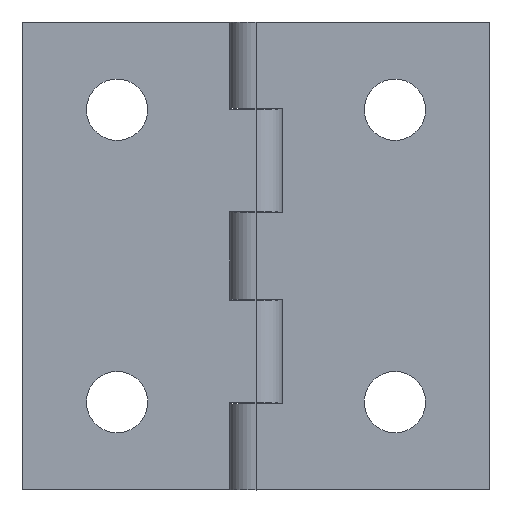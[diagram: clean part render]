
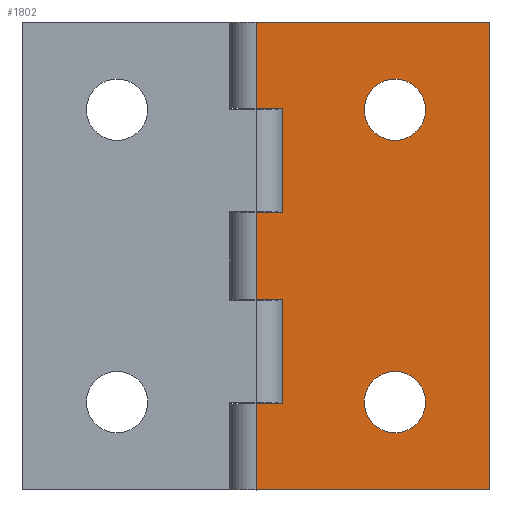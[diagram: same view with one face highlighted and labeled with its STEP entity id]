
A CAD part, top view. The second image highlights one B-rep face of the part: STEP entity #1802.
In plain terms, the highlighted planar face has unit normal (0, 0, 1).
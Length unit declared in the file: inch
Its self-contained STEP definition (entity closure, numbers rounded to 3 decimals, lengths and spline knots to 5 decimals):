
#4 = LINE ( 'NONE', #441, #1693 ) ;
#12 = CARTESIAN_POINT ( 'NONE',  ( 0.29688, 0.3125, 0.05625 ) ) ;
#15 = DIRECTION ( 'NONE',  ( -1., 0., 0. ) ) ;
#19 = EDGE_CURVE ( 'NONE', #2071, #1231, #712, .T. ) ;
#20 = DIRECTION ( 'NONE',  ( 0., 0., -1. ) ) ;
#37 = ORIENTED_EDGE ( 'NONE', *, *, #19, .T. ) ;
#42 = CARTESIAN_POINT ( 'NONE',  ( 0.05625, -0.316, 0.05625 ) ) ;
#43 = CARTESIAN_POINT ( 'NONE',  ( 0.36238, -0.3125, 0.05625 ) ) ;
#52 = ORIENTED_EDGE ( 'NONE', *, *, #163, .T. ) ;
#76 = VERTEX_POINT ( 'NONE', #43 ) ;
#84 = DIRECTION ( 'NONE',  ( 0., -1., 0. ) ) ;
#88 = VERTEX_POINT ( 'NONE', #314 ) ;
#96 = EDGE_CURVE ( 'NONE', #76, #365, #167, .T. ) ;
#99 = VECTOR ( 'NONE', #817, 39.37008 ) ;
#103 = DIRECTION ( 'NONE',  ( 0., -1., 0. ) ) ;
#108 = CARTESIAN_POINT ( 'NONE',  ( 0.5, 0.5, 0.05625 ) ) ;
#137 = LINE ( 'NONE', #2079, #1482 ) ;
#139 = VERTEX_POINT ( 'NONE', #1537 ) ;
#147 = EDGE_LOOP ( 'NONE', ( #37, #848, #1905, #1843, #52, #1540, #485, #1857, #165, #420, #1718, #936 ) ) ;
#154 = DIRECTION ( 'NONE',  ( 0., 0., -1. ) ) ;
#163 = EDGE_CURVE ( 'NONE', #924, #139, #963, .T. ) ;
#164 = CARTESIAN_POINT ( 'NONE',  ( 0.23137, -0.3125, 0.05625 ) ) ;
#165 = ORIENTED_EDGE ( 'NONE', *, *, #2105, .T. ) ;
#167 = CIRCLE ( 'NONE', #1270, 0.0655 ) ;
#185 = DIRECTION ( 'NONE',  ( -1., 0., 0. ) ) ;
#199 = LINE ( 'NONE', #260, #1494 ) ;
#260 = CARTESIAN_POINT ( 'NONE',  ( 0.5, 0.5, 0.05625 ) ) ;
#308 = EDGE_CURVE ( 'NONE', #1457, #699, #137, .T. ) ;
#314 = CARTESIAN_POINT ( 'NONE',  ( 0.05625, -0.093, 0.05625 ) ) ;
#316 = AXIS2_PLACEMENT_3D ( 'NONE', #1041, #20, #1205 ) ;
#331 = EDGE_LOOP ( 'NONE', ( #1603, #793 ) ) ;
#336 = VECTOR ( 'NONE', #527, 39.37008 ) ;
#365 = VERTEX_POINT ( 'NONE', #164 ) ;
#407 = CARTESIAN_POINT ( 'NONE',  ( 0., 0.5, 0.05625 ) ) ;
#420 = ORIENTED_EDGE ( 'NONE', *, *, #2041, .F. ) ;
#441 = CARTESIAN_POINT ( 'NONE',  ( 0.05625, 0.316, 0.05625 ) ) ;
#481 = CARTESIAN_POINT ( 'NONE',  ( -0.05625, -0.093, 0.05625 ) ) ;
#485 = ORIENTED_EDGE ( 'NONE', *, *, #1579, .F. ) ;
#519 = VERTEX_POINT ( 'NONE', #730 ) ;
#523 = DIRECTION ( 'NONE',  ( 1., 0., 0. ) ) ;
#524 = CARTESIAN_POINT ( 'NONE',  ( 0.5, -0.5, 0.05625 ) ) ;
#527 = DIRECTION ( 'NONE',  ( 0., 1., 0. ) ) ;
#541 = LINE ( 'NONE', #481, #99 ) ;
#588 = VERTEX_POINT ( 'NONE', #42 ) ;
#594 = LINE ( 'NONE', #1768, #1852 ) ;
#597 = VECTOR ( 'NONE', #1938, 39.37008 ) ;
#602 = CARTESIAN_POINT ( 'NONE',  ( 0., 0.093, 0.05625 ) ) ;
#612 = DIRECTION ( 'NONE',  ( 0., 0., -1. ) ) ;
#618 = FACE_OUTER_BOUND ( 'NONE', #147, .T. ) ;
#659 = VECTOR ( 'NONE', #2138, 39.37008 ) ;
#699 = VERTEX_POINT ( 'NONE', #1895 ) ;
#712 = LINE ( 'NONE', #789, #659 ) ;
#730 = CARTESIAN_POINT ( 'NONE',  ( 0.23137, 0.3125, 0.05625 ) ) ;
#745 = EDGE_LOOP ( 'NONE', ( #1887, #2180 ) ) ;
#762 = DIRECTION ( 'NONE',  ( -1., 0., 0. ) ) ;
#784 = LINE ( 'NONE', #2053, #336 ) ;
#789 = CARTESIAN_POINT ( 'NONE',  ( 0., 0.5, 0.05625 ) ) ;
#793 = ORIENTED_EDGE ( 'NONE', *, *, #1833, .T. ) ;
#817 = DIRECTION ( 'NONE',  ( -1., 0., 0. ) ) ;
#833 = AXIS2_PLACEMENT_3D ( 'NONE', #2042, #1027, #15 ) ;
#836 = EDGE_CURVE ( 'NONE', #924, #588, #1419, .T. ) ;
#837 = AXIS2_PLACEMENT_3D ( 'NONE', #108, #612, #1793 ) ;
#848 = ORIENTED_EDGE ( 'NONE', *, *, #1070, .F. ) ;
#883 = EDGE_CURVE ( 'NONE', #519, #1312, #1854, .T. ) ;
#924 = VERTEX_POINT ( 'NONE', #1883 ) ;
#936 = ORIENTED_EDGE ( 'NONE', *, *, #1582, .F. ) ;
#944 = CARTESIAN_POINT ( 'NONE',  ( 0., 0.5, 0.05625 ) ) ;
#948 = PLANE ( 'NONE',  #837 ) ;
#963 = LINE ( 'NONE', #1703, #1296 ) ;
#971 = VECTOR ( 'NONE', #523, 39.37008 ) ;
#1022 = CARTESIAN_POINT ( 'NONE',  ( 0.05625, -0.316, 0.05625 ) ) ;
#1027 = DIRECTION ( 'NONE',  ( 0., 0., -1. ) ) ;
#1041 = CARTESIAN_POINT ( 'NONE',  ( 0.29688, 0.3125, 0.05625 ) ) ;
#1060 = DIRECTION ( 'NONE',  ( 1., 0., 0. ) ) ;
#1070 = EDGE_CURVE ( 'NONE', #88, #1231, #541, .T. ) ;
#1162 = CARTESIAN_POINT ( 'NONE',  ( 0.29688, -0.3125, 0.05625 ) ) ;
#1194 = DIRECTION ( 'NONE',  ( 0., 0., -1. ) ) ;
#1205 = DIRECTION ( 'NONE',  ( -1., 0., 0. ) ) ;
#1231 = VERTEX_POINT ( 'NONE', #2032 ) ;
#1236 = EDGE_CURVE ( 'NONE', #365, #76, #1511, .T. ) ;
#1270 = AXIS2_PLACEMENT_3D ( 'NONE', #1162, #154, #1325 ) ;
#1290 = EDGE_CURVE ( 'NONE', #588, #88, #784, .T. ) ;
#1296 = VECTOR ( 'NONE', #2197, 39.37008 ) ;
#1312 = VERTEX_POINT ( 'NONE', #2060 ) ;
#1325 = DIRECTION ( 'NONE',  ( -1., 0., 0. ) ) ;
#1342 = VERTEX_POINT ( 'NONE', #2066 ) ;
#1419 = LINE ( 'NONE', #1022, #971 ) ;
#1432 = VERTEX_POINT ( 'NONE', #2086 ) ;
#1457 = VERTEX_POINT ( 'NONE', #407 ) ;
#1466 = CIRCLE ( 'NONE', #1518, 0.0655 ) ;
#1471 = VERTEX_POINT ( 'NONE', #1763 ) ;
#1482 = VECTOR ( 'NONE', #1060, 39.37008 ) ;
#1494 = VECTOR ( 'NONE', #84, 39.37008 ) ;
#1510 = FACE_BOUND ( 'NONE', #331, .T. ) ;
#1511 = CIRCLE ( 'NONE', #833, 0.0655 ) ;
#1518 = AXIS2_PLACEMENT_3D ( 'NONE', #12, #1194, #185 ) ;
#1537 = CARTESIAN_POINT ( 'NONE',  ( 0., -0.5, 0.05625 ) ) ;
#1540 = ORIENTED_EDGE ( 'NONE', *, *, #1867, .T. ) ;
#1579 = EDGE_CURVE ( 'NONE', #699, #1432, #199, .T. ) ;
#1582 = EDGE_CURVE ( 'NONE', #2071, #2099, #1943, .T. ) ;
#1603 = ORIENTED_EDGE ( 'NONE', *, *, #883, .T. ) ;
#1642 = VECTOR ( 'NONE', #103, 39.37008 ) ;
#1693 = VECTOR ( 'NONE', #1785, 39.37008 ) ;
#1703 = CARTESIAN_POINT ( 'NONE',  ( 0., 0.5, 0.05625 ) ) ;
#1718 = ORIENTED_EDGE ( 'NONE', *, *, #2111, .F. ) ;
#1753 = VECTOR ( 'NONE', #2045, 39.37008 ) ;
#1763 = CARTESIAN_POINT ( 'NONE',  ( 0., 0.316, 0.05625 ) ) ;
#1767 = CARTESIAN_POINT ( 'NONE',  ( 0.05625, 0.093, 0.05625 ) ) ;
#1768 = CARTESIAN_POINT ( 'NONE',  ( -0.05625, 0.316, 0.05625 ) ) ;
#1778 = CARTESIAN_POINT ( 'NONE',  ( 0.05625, 0.093, 0.05625 ) ) ;
#1785 = DIRECTION ( 'NONE',  ( 0., 1., 0. ) ) ;
#1793 = DIRECTION ( 'NONE',  ( -1., 0., 0. ) ) ;
#1802 = ADVANCED_FACE ( 'NONE', ( #1968, #1510, #618 ), #948, .F. ) ;
#1803 = LINE ( 'NONE', #524, #1753 ) ;
#1833 = EDGE_CURVE ( 'NONE', #1312, #519, #1466, .T. ) ;
#1843 = ORIENTED_EDGE ( 'NONE', *, *, #836, .F. ) ;
#1852 = VECTOR ( 'NONE', #762, 39.37008 ) ;
#1854 = CIRCLE ( 'NONE', #316, 0.0655 ) ;
#1857 = ORIENTED_EDGE ( 'NONE', *, *, #308, .F. ) ;
#1867 = EDGE_CURVE ( 'NONE', #139, #1432, #1803, .T. ) ;
#1883 = CARTESIAN_POINT ( 'NONE',  ( 0., -0.316, 0.05625 ) ) ;
#1887 = ORIENTED_EDGE ( 'NONE', *, *, #1236, .T. ) ;
#1895 = CARTESIAN_POINT ( 'NONE',  ( 0.5, 0.5, 0.05625 ) ) ;
#1905 = ORIENTED_EDGE ( 'NONE', *, *, #1290, .F. ) ;
#1938 = DIRECTION ( 'NONE',  ( 1., 0., 0. ) ) ;
#1943 = LINE ( 'NONE', #1767, #597 ) ;
#1968 = FACE_BOUND ( 'NONE', #745, .T. ) ;
#2032 = CARTESIAN_POINT ( 'NONE',  ( 0., -0.093, 0.05625 ) ) ;
#2041 = EDGE_CURVE ( 'NONE', #1342, #1471, #594, .T. ) ;
#2042 = CARTESIAN_POINT ( 'NONE',  ( 0.29688, -0.3125, 0.05625 ) ) ;
#2045 = DIRECTION ( 'NONE',  ( 1., 0., 0. ) ) ;
#2053 = CARTESIAN_POINT ( 'NONE',  ( 0.05625, -0.093, 0.05625 ) ) ;
#2060 = CARTESIAN_POINT ( 'NONE',  ( 0.36238, 0.3125, 0.05625 ) ) ;
#2066 = CARTESIAN_POINT ( 'NONE',  ( 0.05625, 0.316, 0.05625 ) ) ;
#2071 = VERTEX_POINT ( 'NONE', #602 ) ;
#2079 = CARTESIAN_POINT ( 'NONE',  ( 0.5, 0.5, 0.05625 ) ) ;
#2086 = CARTESIAN_POINT ( 'NONE',  ( 0.5, -0.5, 0.05625 ) ) ;
#2099 = VERTEX_POINT ( 'NONE', #1778 ) ;
#2102 = LINE ( 'NONE', #944, #1642 ) ;
#2105 = EDGE_CURVE ( 'NONE', #1457, #1471, #2102, .T. ) ;
#2111 = EDGE_CURVE ( 'NONE', #2099, #1342, #4, .T. ) ;
#2138 = DIRECTION ( 'NONE',  ( 0., -1., 0. ) ) ;
#2180 = ORIENTED_EDGE ( 'NONE', *, *, #96, .T. ) ;
#2197 = DIRECTION ( 'NONE',  ( 0., -1., 0. ) ) ;
